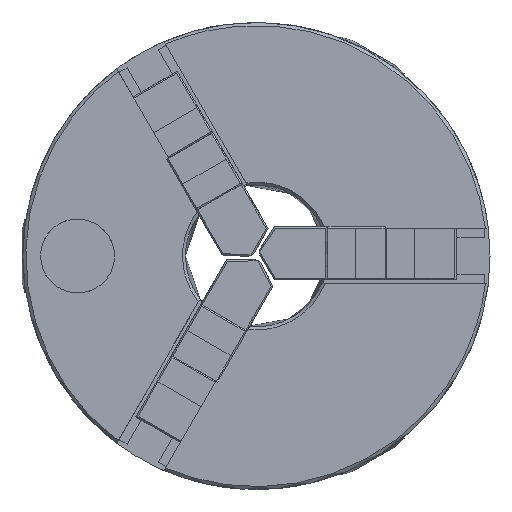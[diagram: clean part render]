
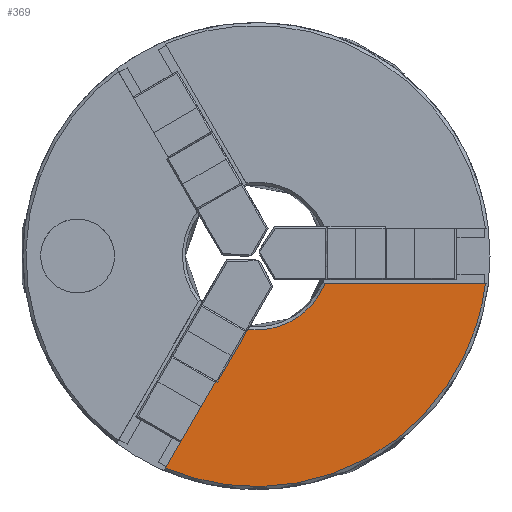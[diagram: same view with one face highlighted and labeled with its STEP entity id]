
A CAD part, left-side view. The second image highlights one B-rep face of the part: STEP entity #369.
In plain terms, the highlighted free-form (B-spline) face has degree [1, 1] with [2, 2] control points.
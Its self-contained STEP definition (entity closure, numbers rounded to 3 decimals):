
#204 = VERTEX_POINT('',#205);
#205 = CARTESIAN_POINT('',(0.001,70.479,
    -111.526));
#213 = EDGE_CURVE('',#204,#214,#216,.T.);
#214 = VERTEX_POINT('',#215);
#215 = CARTESIAN_POINT('',(0.001,104.338,
    -131.074));
#216 = ( BOUNDED_CURVE() B_SPLINE_CURVE(2,(#217,#218,#219),
.UNSPECIFIED.,.F.,.F.) B_SPLINE_CURVE_WITH_KNOTS((3,3),(6.283,
7.618),.PIECEWISE_BEZIER_KNOTS.) CURVE() 
GEOMETRIC_REPRESENTATION_ITEM() RATIONAL_B_SPLINE_CURVE((1.,
0.785,1.)) REPRESENTATION_ITEM('') );
#217 = CARTESIAN_POINT('',(0.001,70.479,
    -111.526));
#218 = CARTESIAN_POINT('',(0.001,79.707,
    -134.639));
#219 = CARTESIAN_POINT('',(0.001,104.338,
    -131.074));
#240 = VERTEX_POINT('',#241);
#241 = CARTESIAN_POINT('',(0.001,1.962,
    -111.526));
#251 = EDGE_CURVE('',#240,#204,#252,.T.);
#252 = B_SPLINE_CURVE_WITH_KNOTS('',1,(#253,#254),.UNSPECIFIED.,.F.,.F.,
  (2,2),(0.,54.229),.PIECEWISE_BEZIER_KNOTS.);
#253 = CARTESIAN_POINT('',(0.001,1.962,
    -111.526));
#254 = CARTESIAN_POINT('',(0.001,70.479,
    -111.526));
#281 = VERTEX_POINT('',#282);
#282 = CARTESIAN_POINT('',(0.001,138.596,
    -190.412));
#297 = EDGE_CURVE('',#281,#240,#298,.T.);
#298 = ( BOUNDED_CURVE() B_SPLINE_CURVE(2,(#299,#300,#301),
.UNSPECIFIED.,.F.,.F.) B_SPLINE_CURVE_WITH_KNOTS((3,3),(0.,
1.856),.PIECEWISE_BEZIER_KNOTS.) CURVE() 
GEOMETRIC_REPRESENTATION_ITEM() RATIONAL_B_SPLINE_CURVE((1.,
0.599,1.)) REPRESENTATION_ITEM('') );
#299 = CARTESIAN_POINT('',(0.001,138.596,
    -190.412));
#300 = CARTESIAN_POINT('',(0.001,17.605,
    -242.204));
#301 = CARTESIAN_POINT('',(0.001,1.964,
    -111.526));
#369 = ADVANCED_FACE('',(#370),#380,.T.);
#370 = FACE_BOUND('',#371,.T.);
#371 = EDGE_LOOP('',(#372,#373,#374,#379));
#372 = ORIENTED_EDGE('',*,*,#251,.T.);
#373 = ORIENTED_EDGE('',*,*,#213,.T.);
#374 = ORIENTED_EDGE('',*,*,#375,.F.);
#375 = EDGE_CURVE('',#281,#214,#376,.T.);
#376 = B_SPLINE_CURVE_WITH_KNOTS('',1,(#377,#378),.UNSPECIFIED.,.F.,.F.,
  (2,2),(0.,54.229),.PIECEWISE_BEZIER_KNOTS.);
#377 = CARTESIAN_POINT('',(0.001,138.596,
    -190.412));
#378 = CARTESIAN_POINT('',(0.001,104.338,
    -131.074));
#379 = ORIENTED_EDGE('',*,*,#297,.T.);
#380 = B_SPLINE_SURFACE_WITH_KNOTS('',1,1,(
    (#381,#382)
    ,(#383,#384
    )),.UNSPECIFIED.,.F.,.F.,.F.,(2,2),(2,2),(-77.447,
    30.696),(9.27,78.),
  .PIECEWISE_BEZIER_KNOTS.);
#381 = CARTESIAN_POINT('',(0.001,1.962,
    -111.526));
#382 = CARTESIAN_POINT('',(0.001,1.962,
    -198.364));
#383 = CARTESIAN_POINT('',(0.001,138.596,
    -111.526));
#384 = CARTESIAN_POINT('',(0.001,138.596,
    -198.364));
